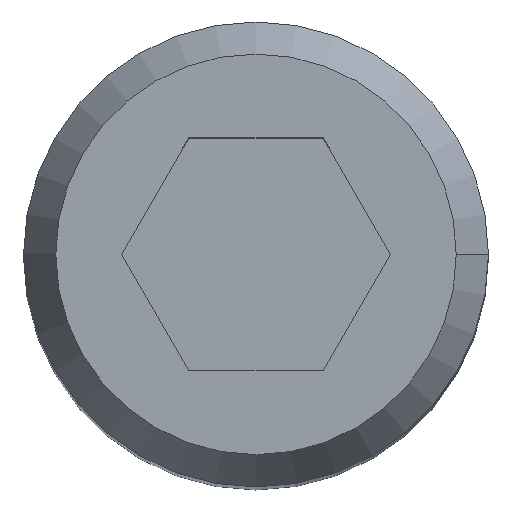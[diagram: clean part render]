
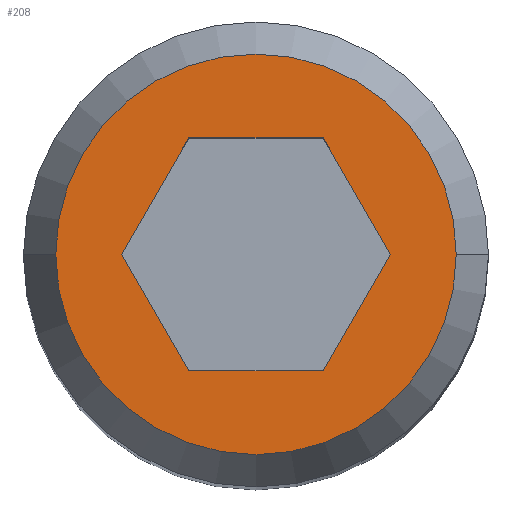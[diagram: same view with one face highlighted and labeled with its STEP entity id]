
A CAD part, top view. The second image highlights one B-rep face of the part: STEP entity #208.
In plain terms, the highlighted planar face has unit normal (0, 0, 1).
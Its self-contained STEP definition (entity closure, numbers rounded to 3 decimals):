
#114=EDGE_CURVE('',#238,#210,#298,.T.);
#126=EDGE_CURVE('',#210,#238,#311,.T.);
#134=EDGE_CURVE('',#170,#152,#320,.T.);
#142=EDGE_CURVE('',#152,#176,#329,.T.);
#152=VERTEX_POINT('',#340);
#170=VERTEX_POINT('',#360);
#174=EDGE_CURVE('',#176,#226,#365,.T.);
#176=VERTEX_POINT('',#367);
#184=VERTEX_POINT('',#378);
#202=EDGE_CURVE('',#184,#170,#396,.T.);
#208=ADVANCED_FACE('',(#402,#403),#404,.T.);
#210=VERTEX_POINT('',#406);
#216=EDGE_CURVE('',#226,#264,#412,.T.);
#226=VERTEX_POINT('',#423);
#238=VERTEX_POINT('',#437);
#260=EDGE_CURVE('',#264,#184,#462,.T.);
#264=VERTEX_POINT('',#466);
#298=CIRCLE('',#492,2.735);
#311=CIRCLE('',#508,2.735);
#320=LINE('',#520,#521);
#329=LINE('',#534,#535);
#340=CARTESIAN_POINT('',(0.918,1.59,30.16));
#360=CARTESIAN_POINT('',(-0.918,1.59,30.16));
#365=LINE('',#583,#584);
#367=CARTESIAN_POINT('',(1.836,0.,30.16));
#378=CARTESIAN_POINT('',(-1.836,0.,30.16));
#396=LINE('',#626,#627);
#402=FACE_BOUND('',#637,.T.);
#403=FACE_OUTER_BOUND('',#638,.T.);
#404=PLANE('',#639);
#406=CARTESIAN_POINT('',(2.735,0.,30.16));
#412=LINE('',#650,#651);
#423=CARTESIAN_POINT('',(0.918,-1.59,30.16));
#437=CARTESIAN_POINT('',(-2.735,0.,30.16));
#462=LINE('',#716,#717);
#466=CARTESIAN_POINT('',(-0.918,-1.59,30.16));
#492=AXIS2_PLACEMENT_3D('',#750,#751,#752);
#508=AXIS2_PLACEMENT_3D('',#765,#766,#767);
#520=CARTESIAN_POINT('',(0.684,1.59,30.16));
#521=VECTOR('',#777,1.0);
#534=CARTESIAN_POINT('',(1.777,0.101,30.16));
#535=VECTOR('',#790,1.0);
#583=CARTESIAN_POINT('',(1.318,-0.896,30.16));
#584=VECTOR('',#831,1.0);
#626=CARTESIAN_POINT('',(-0.977,1.489,30.16));
#627=VECTOR('',#866,1.0);
#637=EDGE_LOOP('',(#870,#871,#872,#873,#874,#875));
#638=EDGE_LOOP('',(#876,#877));
#639=AXIS2_PLACEMENT_3D('',#878,#879,#880);
#650=CARTESIAN_POINT('',(0.225,-1.59,30.16));
#651=VECTOR('',#887,1.0);
#716=CARTESIAN_POINT('',(-1.436,-0.694,30.16));
#717=VECTOR('',#946,1.0);
#750=CARTESIAN_POINT('',(0.,0.0,30.16));
#751=DIRECTION('',(0.,0.0,1.0));
#752=DIRECTION('',(1.0,0.,0.));
#765=CARTESIAN_POINT('',(0.,0.0,30.16));
#766=DIRECTION('',(0.,0.0,1.0));
#767=DIRECTION('',(1.0,0.,0.));
#777=DIRECTION('',(1.0,0.,0.));
#790=DIRECTION('',(0.5,-0.866,0.));
#831=DIRECTION('',(-0.5,-0.866,0.));
#866=DIRECTION('',(0.5,0.866,0.));
#870=ORIENTED_EDGE('',*,*,#202,.T.);
#871=ORIENTED_EDGE('',*,*,#134,.T.);
#872=ORIENTED_EDGE('',*,*,#142,.T.);
#873=ORIENTED_EDGE('',*,*,#174,.T.);
#874=ORIENTED_EDGE('',*,*,#216,.T.);
#875=ORIENTED_EDGE('',*,*,#260,.T.);
#876=ORIENTED_EDGE('',*,*,#126,.T.);
#877=ORIENTED_EDGE('',*,*,#114,.T.);
#878=CARTESIAN_POINT('',(1.368,0.,30.16));
#879=DIRECTION('',(0.,0.,1.0));
#880=DIRECTION('',(1.0,0.,0.));
#887=DIRECTION('',(-1.0,0.,0.));
#946=DIRECTION('',(-0.5,0.866,0.));
